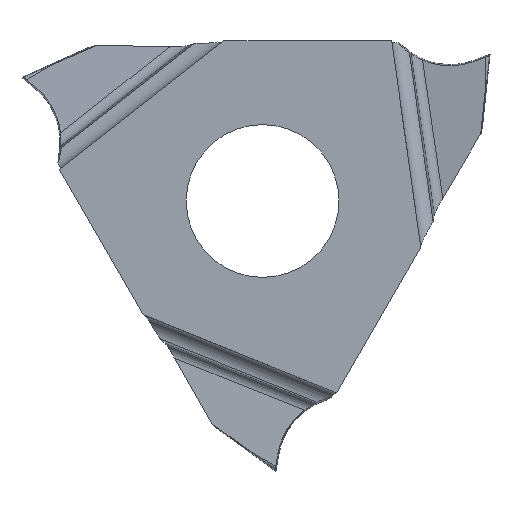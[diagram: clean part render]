
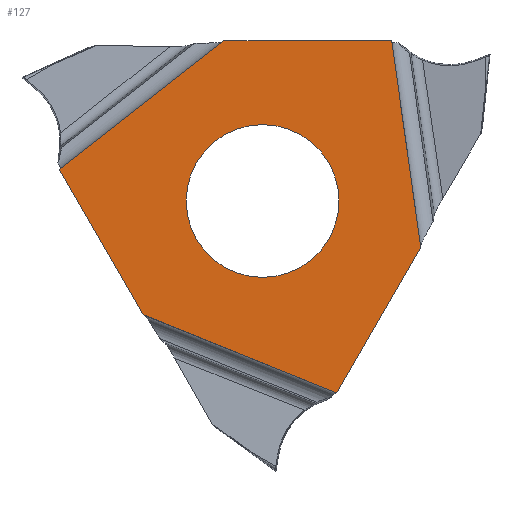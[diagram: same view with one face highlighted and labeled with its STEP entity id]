
A CAD part, left-side view. The second image highlights one B-rep face of the part: STEP entity #127.
In plain terms, the highlighted planar face has unit normal (-1, 0, 0).
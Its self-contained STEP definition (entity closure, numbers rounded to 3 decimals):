
#127=ADVANCED_FACE('',(#212,#213),#178,.T.);
#178=PLANE('',#1218);
#202=CIRCLE('',#1216,2.25);
#203=CIRCLE('',#1217,2.25);
#212=FACE_BOUND('',#218,.T.);
#213=FACE_BOUND('',#219,.T.);
#218=EDGE_LOOP('',(#272,#273,#274,#275,#276,#277));
#219=EDGE_LOOP('',(#278,#279));
#272=ORIENTED_EDGE('',*,*,#668,.F.);
#273=ORIENTED_EDGE('',*,*,#669,.F.);
#274=ORIENTED_EDGE('',*,*,#670,.F.);
#275=ORIENTED_EDGE('',*,*,#671,.F.);
#276=ORIENTED_EDGE('',*,*,#672,.F.);
#277=ORIENTED_EDGE('',*,*,#673,.F.);
#278=ORIENTED_EDGE('',*,*,#674,.F.);
#279=ORIENTED_EDGE('',*,*,#675,.F.);
#568=VERTEX_POINT('',#1663);
#569=VERTEX_POINT('',#1664);
#570=VERTEX_POINT('',#1666);
#571=VERTEX_POINT('',#1668);
#572=VERTEX_POINT('',#1670);
#573=VERTEX_POINT('',#1672);
#574=VERTEX_POINT('',#1675);
#575=VERTEX_POINT('',#1676);
#668=EDGE_CURVE('',#568,#569,#951,.T.);
#669=EDGE_CURVE('',#570,#568,#952,.T.);
#670=EDGE_CURVE('',#571,#570,#953,.T.);
#671=EDGE_CURVE('',#572,#571,#954,.T.);
#672=EDGE_CURVE('',#573,#572,#955,.T.);
#673=EDGE_CURVE('',#569,#573,#956,.T.);
#674=EDGE_CURVE('',#574,#575,#202,.T.);
#675=EDGE_CURVE('',#575,#574,#203,.T.);
#951=LINE('',#1662,#1050);
#952=LINE('',#1665,#1051);
#953=LINE('',#1667,#1052);
#954=LINE('',#1669,#1053);
#955=LINE('',#1671,#1054);
#956=LINE('',#1673,#1055);
#1050=VECTOR('',#1305,1.);
#1051=VECTOR('',#1306,1.);
#1052=VECTOR('',#1307,1.);
#1053=VECTOR('',#1308,1.);
#1054=VECTOR('',#1309,1.);
#1055=VECTOR('',#1310,1.);
#1216=AXIS2_PLACEMENT_3D('',#1674,#1311,#1312);
#1217=AXIS2_PLACEMENT_3D('',#1677,#1313,#1314);
#1218=AXIS2_PLACEMENT_3D('',#1678,#1315,#1316);
#1305=DIRECTION('',(0.,0.5,0.866));
#1306=DIRECTION('',(0.,0.927,0.375));
#1307=DIRECTION('',(0.,0.5,-0.866));
#1308=DIRECTION('',(0.,-0.139,-0.99));
#1309=DIRECTION('',(0.,-1.,0.));
#1310=DIRECTION('',(0.,-0.788,0.616));
#1311=DIRECTION('',(-1.,0.,0.));
#1312=DIRECTION('',(0.,0.,1.));
#1313=DIRECTION('',(-1.,0.,0.));
#1314=DIRECTION('',(0.,0.,-1.));
#1315=DIRECTION('',(-1.,0.,0.));
#1316=DIRECTION('',(0.,1.,0.));
#1662=CARTESIAN_POINT('',(-3.18,3.518,-3.347));
#1663=CARTESIAN_POINT('',(-3.18,3.518,-3.347));
#1664=CARTESIAN_POINT('',(-3.18,5.988,0.932));
#1665=CARTESIAN_POINT('',(-3.18,-2.187,-5.652));
#1666=CARTESIAN_POINT('',(-3.18,-2.187,-5.652));
#1667=CARTESIAN_POINT('',(-3.18,-4.658,-1.373));
#1668=CARTESIAN_POINT('',(-3.18,-4.658,-1.373));
#1669=CARTESIAN_POINT('',(-3.18,-3.801,4.72));
#1670=CARTESIAN_POINT('',(-3.18,-3.801,4.72));
#1671=CARTESIAN_POINT('',(-3.18,1.14,4.72));
#1672=CARTESIAN_POINT('',(-3.18,1.14,4.72));
#1673=CARTESIAN_POINT('',(-3.18,5.988,0.932));
#1674=CARTESIAN_POINT('',(-3.18,0.,0.));
#1675=CARTESIAN_POINT('',(-3.18,0.,2.25));
#1676=CARTESIAN_POINT('',(-3.18,0.,-2.25));
#1677=CARTESIAN_POINT('',(-3.18,0.,0.));
#1678=CARTESIAN_POINT('',(-3.18,0.,0.));
